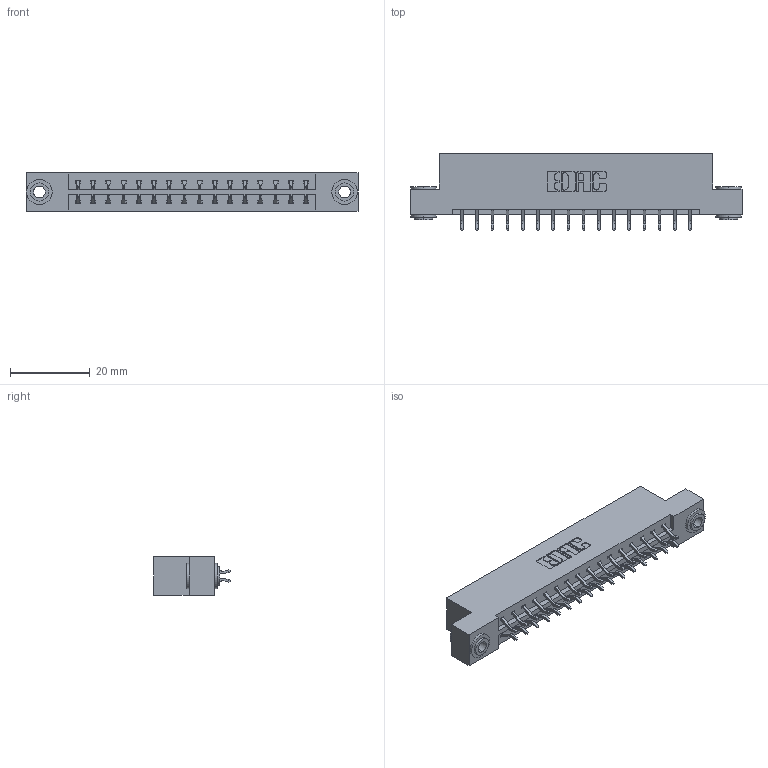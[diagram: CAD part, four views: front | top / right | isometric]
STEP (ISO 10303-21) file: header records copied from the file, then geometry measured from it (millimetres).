
FILE_DESCRIPTION (( 'STEP AP203' ), '1' );
FILE_NAME ('379-032-556-203.STEP', '2020-09-30T17:27:52', ( '' ), ( '' ), 'SwSTEP 2.0', 'SolidWorks 2020', '' );
FILE_SCHEMA (( 'CONFIG_CONTROL_DESIGN' ));
Length unit declared in the file: inch
Products named in the file (4): 345-250-002_345-250-002-102; 379 Part_Flush - .156 Dia - TH; 379-032-556-203; 345-292-001_556 Tail
Assembly tree (35 placements, depth 2):
  379-032-556-203
    379 Part_Flush - .156 Dia - TH
    345-292-001_556 Tail  x32
    345-250-002_345-250-002-102  x2
Bounding box: 83.19 x 19.24 x 9.53 mm (x, y, z)
Volume: 8553.1 mm3; surface area: 9558.3 mm2
Topology: 35 solids, 35 shells, 2008 faces, 5923 edges, 3902 vertices
Faces by surface type: plane 1360, cylinder 640, cone 8
Entity records: 14526 total; most frequent: CARTESIAN_POINT 2429, ORIENTED_EDGE 2346, DIRECTION 2143, EDGE_CURVE 1173, VECTOR 1013, LINE 1013, VERTEX_POINT 778, AXIS2_PLACEMENT_3D 565
